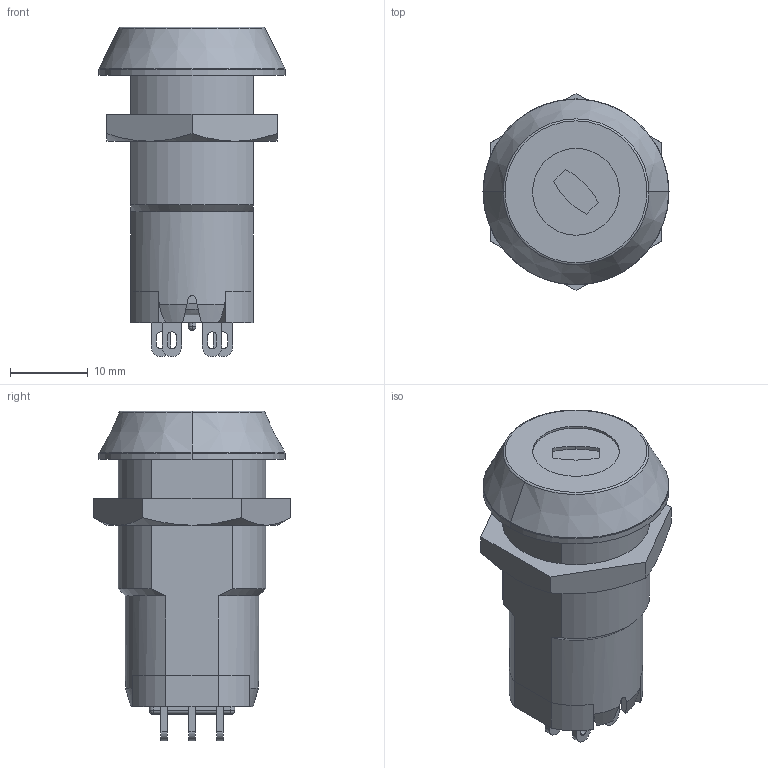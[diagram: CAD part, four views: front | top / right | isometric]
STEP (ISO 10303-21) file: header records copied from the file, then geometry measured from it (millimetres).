
FILE_DESCRIPTION (( 'STEP AP203' ), '1' );
FILE_NAME ('S-19-90-E-2.STEP', '2020-08-17T01:48:28', ( '' ), ( '' ), 'SwSTEP 2.0', 'SolidWorks 2018', '' );
FILE_SCHEMA (( 'CONFIG_CONTROL_DESIGN' ));
Length unit declared in the file: millimetre
Products named in the file (7): S-19-90-E-2_ローター_; S-19-90-E-2_M19僫僢僩_; S-19-90-E-2; S-19-90-E-2_スリーブ_; S-19-90-E-2_プラグキャップ_; S-19-90-E-2_キャップ_; S-19-90-E-2_スイッチ_
Assembly tree (6 placements, depth 2):
  S-19-90-E-2
    S-19-90-E-2_スリーブ_
    S-19-90-E-2_ローター_
    S-19-90-E-2_プラグキャップ_
    S-19-90-E-2_キャップ_
    S-19-90-E-2_スイッチ_
    S-19-90-E-2_M19僫僢僩_
Bounding box: 24 x 25.4 x 42.5 mm (x, y, z)
Volume: 8407.4 mm3; surface area: 9226.6 mm2
Topology: 6 solids, 6 shells, 245 faces, 632 edges, 411 vertices
Faces by surface type: plane 113, cylinder 87, cone 28, bspline 10, torus 4, sphere 3
Entity records: 8852 total; most frequent: CARTESIAN_POINT 2144, ORIENTED_EDGE 1256, DIRECTION 1238, EDGE_CURVE 628, AXIS2_PLACEMENT_3D 462, VERTEX_POINT 411, VECTOR 314, LINE 314
